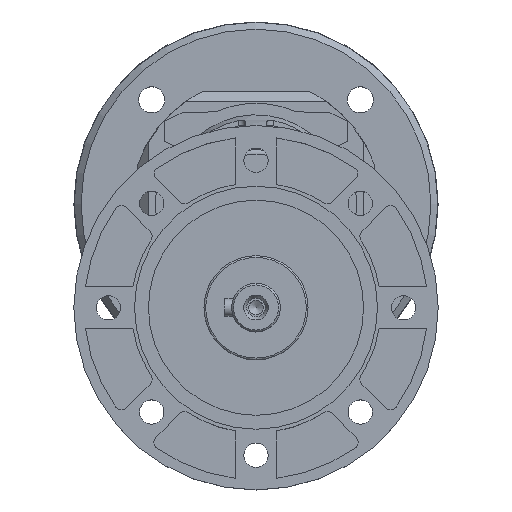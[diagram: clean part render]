
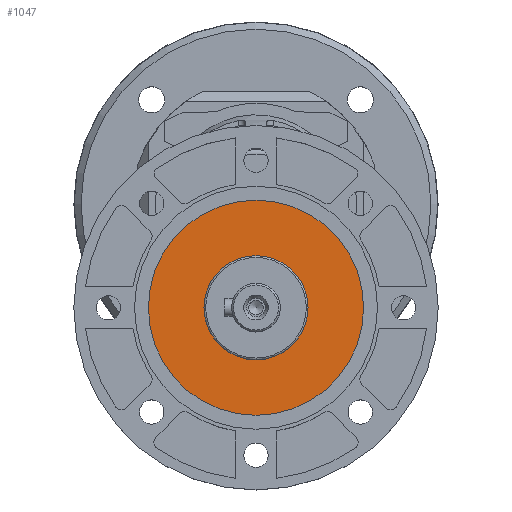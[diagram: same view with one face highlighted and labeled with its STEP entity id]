
A CAD part, top view. The second image highlights one B-rep face of the part: STEP entity #1047.
In plain terms, the highlighted planar face has unit normal (0, 0, 1).
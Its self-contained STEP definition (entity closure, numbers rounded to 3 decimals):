
#1047 = ADVANCED_FACE( '', ( #2406, #2407 ), #2408, .F. );
#2406 = FACE_BOUND( '', #4400, .T. );
#2407 = FACE_OUTER_BOUND( '', #4401, .T. );
#2408 = PLANE( '', #4402 );
#4400 = EDGE_LOOP( '', ( #7730 ) );
#4401 = EDGE_LOOP( '', ( #7731 ) );
#4402 = AXIS2_PLACEMENT_3D( '', #7732, #7733, #7734 );
#7730 = ORIENTED_EDGE( '', *, *, #11389, .F. );
#7731 = ORIENTED_EDGE( '', *, *, #10709, .F. );
#7732 = CARTESIAN_POINT( '', ( 0., 0., 0. ) );
#7733 = DIRECTION( '', ( 0., 0., -1. ) );
#7734 = DIRECTION( '', ( 0., -1., 0. ) );
#10709 = EDGE_CURVE( '', #12882, #12882, #12883, .T. );
#11389 = EDGE_CURVE( '', #13902, #13902, #13903, .T. );
#12882 = VERTEX_POINT( '', #16057 );
#12883 = CIRCLE( '', #16058, 31. );
#13902 = VERTEX_POINT( '', #17954 );
#13903 = CIRCLE( '', #17955, 15. );
#16057 = CARTESIAN_POINT( '', ( -31., 0., 0. ) );
#16058 = AXIS2_PLACEMENT_3D( '', #19728, #19729, #19730 );
#17954 = CARTESIAN_POINT( '', ( 15., 0., 0. ) );
#17955 = AXIS2_PLACEMENT_3D( '', #20394, #20395, #20396 );
#19728 = CARTESIAN_POINT( '', ( 0., 0., 0. ) );
#19729 = DIRECTION( '', ( 0., 0., -1. ) );
#19730 = DIRECTION( '', ( -1., 0., 0. ) );
#20394 = CARTESIAN_POINT( '', ( 0., 0., 0. ) );
#20395 = DIRECTION( '', ( 0., 0., 1. ) );
#20396 = DIRECTION( '', ( 1., 0., 0. ) );
